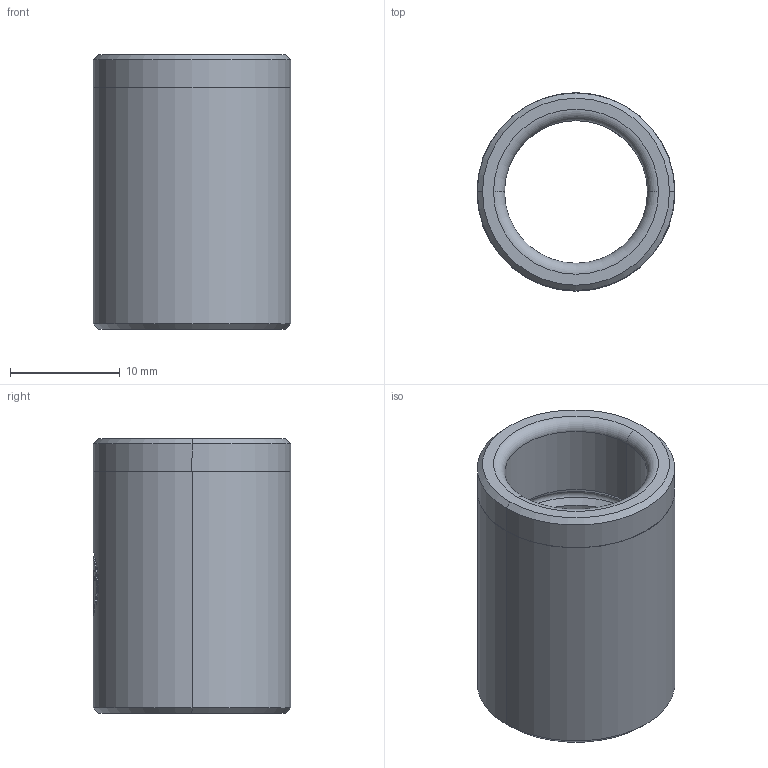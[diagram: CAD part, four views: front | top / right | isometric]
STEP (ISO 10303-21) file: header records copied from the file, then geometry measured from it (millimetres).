
FILE_DESCRIPTION (( 'STEP AP214' ), '1' );
FILE_NAME ('SGBA-D18-d13-25.step', '2021-07-28T06:03:11', ( 'User' ), ( 'china' ), 'SwSTEP 2.0', 'SolidWorks 2016', '' );
FILE_SCHEMA (( 'AUTOMOTIVE_DESIGN' ));
Length unit declared in the file: millimetre
Products named in the file (1): SGBA-D18-d13-25
Bounding box: 18 x 18 x 25 mm (x, y, z)
Volume: 2953.9 mm3; surface area: 2659.2 mm2
Topology: 1 solids, 1 shells, 53 faces, 120 edges, 72 vertices
Faces by surface type: cylinder 22, cone 12, plane 11, torus 8
Entity records: 1740 total; most frequent: CARTESIAN_POINT 530, DIRECTION 252, ORIENTED_EDGE 240, EDGE_CURVE 120, AXIS2_PLACEMENT_3D 102, VERTEX_POINT 72, EDGE_LOOP 58, ADVANCED_FACE 53
